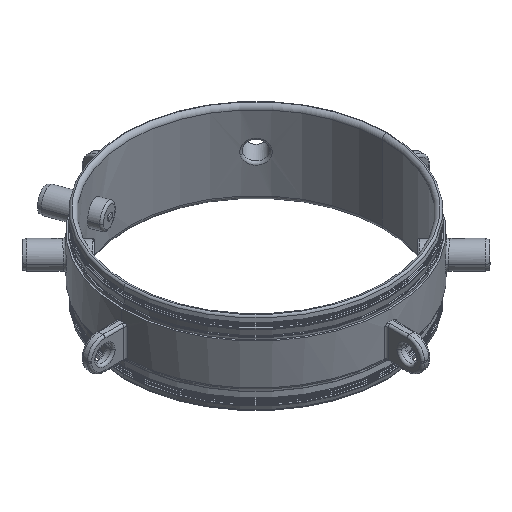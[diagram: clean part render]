
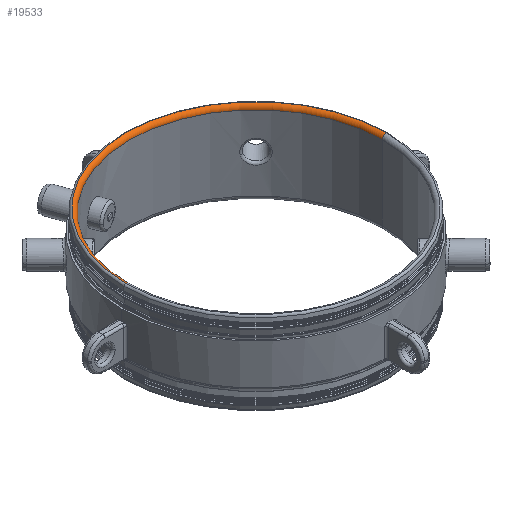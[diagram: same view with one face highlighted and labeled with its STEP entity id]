
A CAD part, isometric view. The second image highlights one B-rep face of the part: STEP entity #19533.
In plain terms, the highlighted toroidal (fillet/blend) face has major radius 122.5 mm and minor radius 4 mm.
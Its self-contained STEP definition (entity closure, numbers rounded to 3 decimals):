
#49723 = ORIENTED_EDGE ( 'NONE', *, *, #50058, .T. ) ;
#50058 = EDGE_CURVE ( 'NONE', #38832, #38996, #46874, .T. ) ;
#50941 = ORIENTED_EDGE ( 'NONE', *, *, #51278, .T. ) ;
#51278 = EDGE_CURVE ( 'NONE', #38996, #37746, #47406, .T. ) ;
#51546 = EDGE_LOOP ( 'NONE', ( #49723, #50941, #51550, #51895 ) ) ;
#51550 = ORIENTED_EDGE ( 'NONE', *, *, #47017, .F. ) ;
#51895 = ORIENTED_EDGE ( 'NONE', *, *, #52166, .F. ) ;
#52166 = EDGE_CURVE ( 'NONE', #38832, #37578, #48148, .T. ) ;
#19533 = ADVANCED_FACE ( 'NONE', ( #60070 ), #60071, .T. ) ;
#68952 = CARTESIAN_POINT ( 'NONE',  ( -122.054, 0., 55.087 ) ) ;
#69128 = CARTESIAN_POINT ( 'NONE',  ( 122.054, 0., 55.087 ) ) ;
#70055 = CARTESIAN_POINT ( 'NONE',  ( -118.5, 0., 51.112 ) ) ;
#70222 = CARTESIAN_POINT ( 'NONE',  ( 118.5, 0., 51.112 ) ) ;
#37578 = VERTEX_POINT ( 'NONE', #68952 ) ;
#37746 = VERTEX_POINT ( 'NONE', #69128 ) ;
#38832 = VERTEX_POINT ( 'NONE', #70055 ) ;
#38996 = VERTEX_POINT ( 'NONE', #70222 ) ;
#60070 = FACE_OUTER_BOUND ( 'NONE', #51546, .T. ) ;
#60071 = TOROIDAL_SURFACE ( 'NONE', #60072, 122.5, 4. ) ;
#60072 = AXIS2_PLACEMENT_3D ( 'NONE', #60073, #60074, #60075 ) ;
#60073 = CARTESIAN_POINT ( 'NONE',  ( 0., 0., 51.112 ) ) ;
#60074 = DIRECTION ( 'NONE',  ( 0., 0., -1. ) ) ;
#60075 = DIRECTION ( 'NONE',  ( -1., 0., 0. ) ) ;
#28135 = CIRCLE ( 'NONE', #28136, 122.054 ) ;
#28136 = AXIS2_PLACEMENT_3D ( 'NONE', #28137, #28138, #28139 ) ;
#28137 = CARTESIAN_POINT ( 'NONE',  ( 0., 0., 55.087 ) ) ;
#28138 = DIRECTION ( 'NONE',  ( 0., 0., -1. ) ) ;
#28139 = DIRECTION ( 'NONE',  ( -1., 0., 0. ) ) ;
#46874 = CIRCLE ( 'NONE', #46875, 118.5 ) ;
#46875 = AXIS2_PLACEMENT_3D ( 'NONE', #46876, #46877, #46878 ) ;
#46876 = CARTESIAN_POINT ( 'NONE',  ( 0., 0., 51.112 ) ) ;
#46877 = DIRECTION ( 'NONE',  ( 0., 0., -1. ) ) ;
#46878 = DIRECTION ( 'NONE',  ( -1., 0., 0. ) ) ;
#47017 = EDGE_CURVE ( 'NONE', #37578, #37746, #28135, .T. ) ;
#47406 = CIRCLE ( 'NONE', #47407, 4. ) ;
#47407 = AXIS2_PLACEMENT_3D ( 'NONE', #47408, #47409, #47410 ) ;
#47408 = CARTESIAN_POINT ( 'NONE',  ( 122.5, 0., 51.112 ) ) ;
#47409 = DIRECTION ( 'NONE',  ( 0., 1., 0. ) ) ;
#47410 = DIRECTION ( 'NONE',  ( -1., 0., 0. ) ) ;
#48148 = CIRCLE ( 'NONE', #48149, 4. ) ;
#48149 = AXIS2_PLACEMENT_3D ( 'NONE', #48150, #48151, #48152 ) ;
#48150 = CARTESIAN_POINT ( 'NONE',  ( -122.5, 0., 51.112 ) ) ;
#48151 = DIRECTION ( 'NONE',  ( 0., -1., 0. ) ) ;
#48152 = DIRECTION ( 'NONE',  ( 0., 0., -1. ) ) ;
